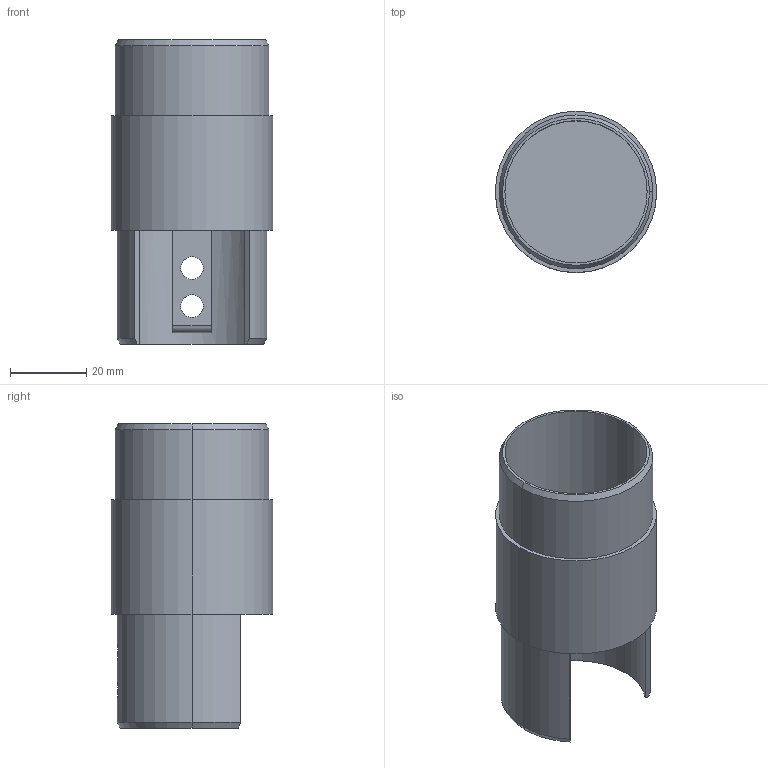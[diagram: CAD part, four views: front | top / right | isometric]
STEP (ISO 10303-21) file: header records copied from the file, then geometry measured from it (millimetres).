
FILE_DESCRIPTION (( 'STEP AP203' ), '1' );
FILE_NAME ('3D_GN6064_42.4_188461400.STEP', '2024-09-25T11:23:29', ( '' ), ( '' ), 'SwSTEP 2.0', 'SolidWorks 2024', '' );
FILE_SCHEMA (( 'CONFIG_CONTROL_DESIGN' ));
Length unit declared in the file: millimetre
Products named in the file (1): 3D_GN6064_42.4_188461400
Bounding box: 42.4 x 42.4 x 80 mm (x, y, z)
Volume: 20727.6 mm3; surface area: 20518.1 mm2
Topology: 1 solids, 1 shells, 33 faces, 80 edges, 52 vertices
Faces by surface type: cylinder 17, plane 11, cone 5
Entity records: 1188 total; most frequent: CARTESIAN_POINT 298, DIRECTION 181, ORIENTED_EDGE 160, EDGE_CURVE 80, AXIS2_PLACEMENT_3D 71, VERTEX_POINT 52, EDGE_LOOP 40, VECTOR 39
